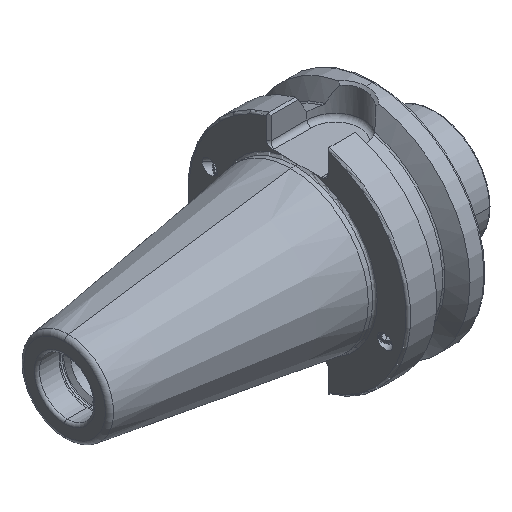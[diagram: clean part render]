
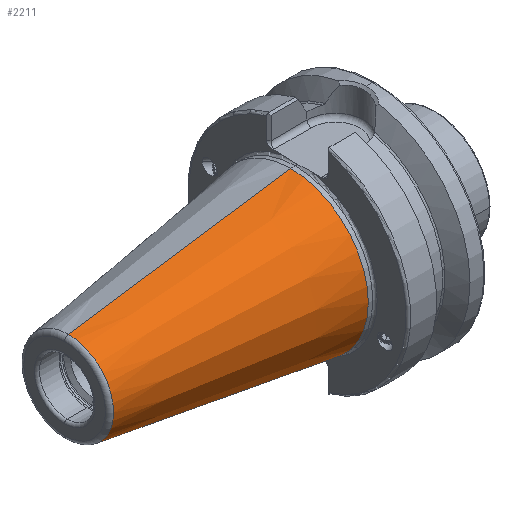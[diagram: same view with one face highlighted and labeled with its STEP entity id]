
A CAD part, isometric view. The second image highlights one B-rep face of the part: STEP entity #2211.
In plain terms, the highlighted conical face has half-angle 8.297 degrees and reference radius 34.925 mm.
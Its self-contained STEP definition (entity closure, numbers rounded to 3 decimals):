
#481 = CARTESIAN_POINT ( 'NONE',  ( -100.089, 0., 20.329 ) ) ;
#687 = CARTESIAN_POINT ( 'NONE',  ( 0., 0., 0. ) ) ;
#840 = VECTOR ( 'NONE', #1594, 1000. ) ;
#844 = DIRECTION ( 'NONE',  ( 0.99, 0., 0.144 ) ) ;
#856 = CARTESIAN_POINT ( 'NONE',  ( 0., 0., 34.925 ) ) ;
#857 = AXIS2_PLACEMENT_3D ( 'NONE', #687, #2757, #2556 ) ;
#1162 = LINE ( 'NONE', #1599, #840 ) ;
#1307 = VERTEX_POINT ( 'NONE', #3803 ) ;
#1333 = VERTEX_POINT ( 'NONE', #3790 ) ;
#1400 = EDGE_CURVE ( 'NONE', #1307, #4260, #4147, .T. ) ;
#1406 = VECTOR ( 'NONE', #844, 1000. ) ;
#1417 = ORIENTED_EDGE ( 'NONE', *, *, #1400, .F. ) ;
#1449 = EDGE_CURVE ( 'NONE', #1333, #4822, #4051, .T. ) ;
#1559 = LINE ( 'NONE', #856, #1406 ) ;
#1594 = DIRECTION ( 'NONE',  ( 0.99, 0., -0.144 ) ) ;
#1599 = CARTESIAN_POINT ( 'NONE',  ( 0., 0., -34.925 ) ) ;
#1859 = EDGE_CURVE ( 'NONE', #4260, #4822, #1559, .T. ) ;
#1999 = ORIENTED_EDGE ( 'NONE', *, *, #1449, .T. ) ;
#2177 = CONICAL_SURFACE ( 'NONE', #857, 34.925, 0.145 ) ;
#2211 = ADVANCED_FACE ( 'NONE', ( #4879 ), #2177, .T. ) ;
#2319 = ORIENTED_EDGE ( 'NONE', *, *, #5122, .T. ) ;
#2556 = DIRECTION ( 'NONE',  ( 0., 0., -1. ) ) ;
#2733 = DIRECTION ( 'NONE',  ( 0., 0., 1. ) ) ;
#2738 = DIRECTION ( 'NONE',  ( -1., 0., 0. ) ) ;
#2739 = CARTESIAN_POINT ( 'NONE',  ( 0., 0., 0. ) ) ;
#2757 = DIRECTION ( 'NONE',  ( 1., 0., 0. ) ) ;
#2940 = EDGE_LOOP ( 'NONE', ( #4206, #1417, #2319, #1999 ) ) ;
#3031 = DIRECTION ( 'NONE',  ( 0., 0., 1. ) ) ;
#3038 = DIRECTION ( 'NONE',  ( -1., 0., 0. ) ) ;
#3048 = CARTESIAN_POINT ( 'NONE',  ( -100.089, 0., 0. ) ) ;
#3257 = AXIS2_PLACEMENT_3D ( 'NONE', #2739, #2738, #2733 ) ;
#3301 = AXIS2_PLACEMENT_3D ( 'NONE', #3048, #3038, #3031 ) ;
#3790 = CARTESIAN_POINT ( 'NONE',  ( 0., 0., -34.925 ) ) ;
#3803 = CARTESIAN_POINT ( 'NONE',  ( -100.089, 0., -20.329 ) ) ;
#4051 = CIRCLE ( 'NONE', #3257, 34.925 ) ;
#4147 = CIRCLE ( 'NONE', #3301, 20.329 ) ;
#4206 = ORIENTED_EDGE ( 'NONE', *, *, #1859, .F. ) ;
#4260 = VERTEX_POINT ( 'NONE', #481 ) ;
#4364 = CARTESIAN_POINT ( 'NONE',  ( 0., 0., 34.925 ) ) ;
#4822 = VERTEX_POINT ( 'NONE', #4364 ) ;
#4879 = FACE_OUTER_BOUND ( 'NONE', #2940, .T. ) ;
#5122 = EDGE_CURVE ( 'NONE', #1307, #1333, #1162, .T. ) ;
